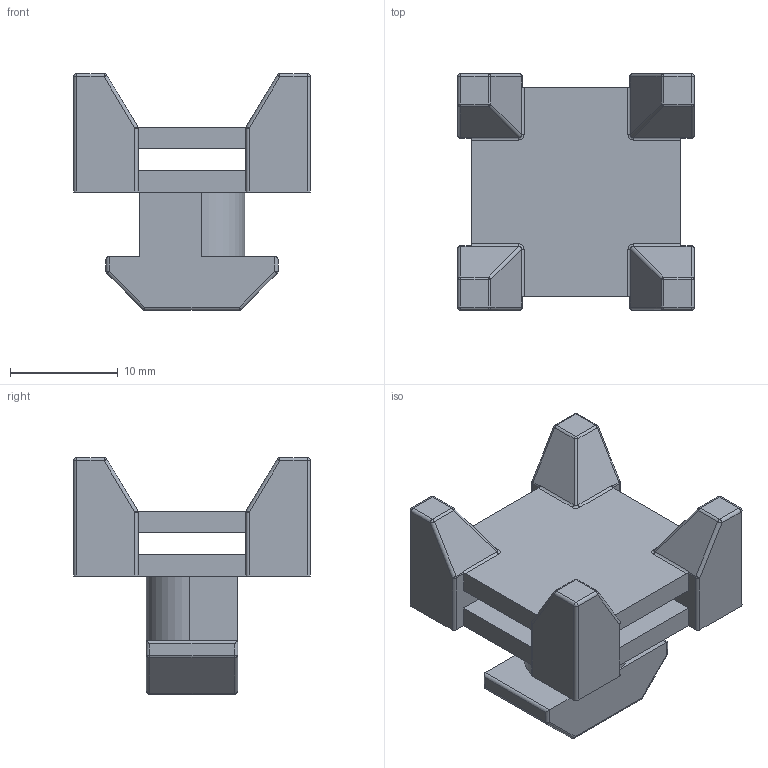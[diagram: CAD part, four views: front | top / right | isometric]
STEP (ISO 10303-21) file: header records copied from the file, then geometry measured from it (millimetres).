
FILE_DESCRIPTION((''),'2;1');
FILE_NAME('AR3636.stp','2022-01-24T08:48:02',('arma01'),(''),'Autodesk Inventor 2013','Autodesk Inventor 2013','');
FILE_SCHEMA(('AUTOMOTIVE_DESIGN { 1 0 10303 214 1 1 1 1 }'));
Length unit declared in the file: millimetre
Products named in the file (1): AR3636
Bounding box: 22 x 22 x 22 mm (x, y, z)
Volume: 3473.9 mm3; surface area: 2784.4 mm2
Topology: 1 solids, 1 shells, 161 faces, 384 edges, 220 vertices
Faces by surface type: cylinder 74, plane 51, sphere 32, bspline 4
Entity records: 4664 total; most frequent: DIRECTION 848, CARTESIAN_POINT 842, ORIENTED_EDGE 768, EDGE_CURVE 384, AXIS2_PLACEMENT_3D 306, VECTOR 236, LINE 236, VERTEX_POINT 220
